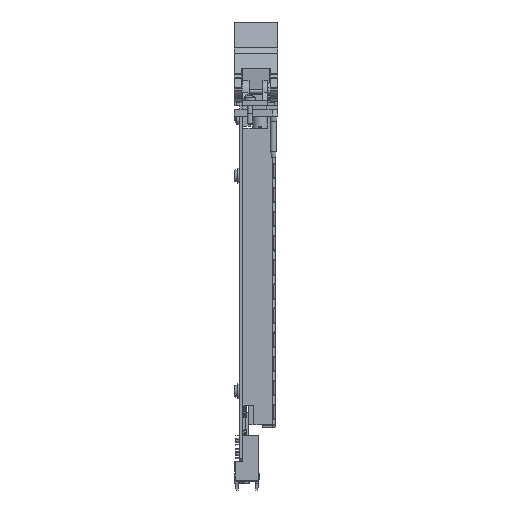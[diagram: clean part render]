
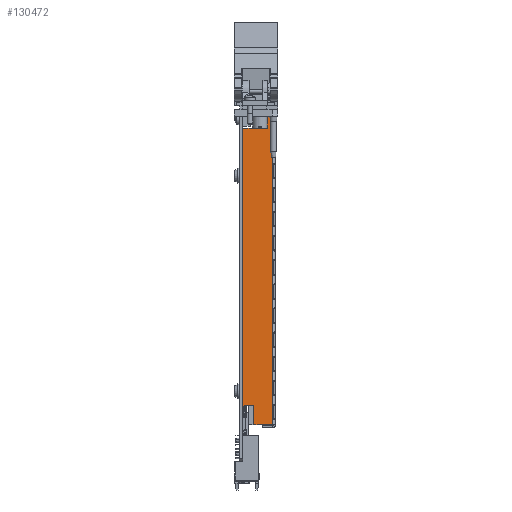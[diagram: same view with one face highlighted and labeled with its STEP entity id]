
A CAD part, front view. The second image highlights one B-rep face of the part: STEP entity #130472.
In plain terms, the highlighted planar face has unit normal (0, -1, 0).
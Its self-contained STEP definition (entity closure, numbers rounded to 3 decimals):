
#9349 = VECTOR ( 'NONE', #123044, 1000. ) ;
#9350 = LINE ( 'NONE', #123016, #9354 ) ;
#9353 = LINE ( 'NONE', #123047, #9349 ) ;
#9354 = VECTOR ( 'NONE', #123012, 1000. ) ;
#9367 = LINE ( 'NONE', #123177, #9372 ) ;
#9368 = LINE ( 'NONE', #123139, #9369 ) ;
#9369 = VECTOR ( 'NONE', #123149, 1000. ) ;
#9370 = LINE ( 'NONE', #123217, #9375 ) ;
#9372 = VECTOR ( 'NONE', #123198, 1000. ) ;
#9373 = LINE ( 'NONE', #123231, #9377 ) ;
#9375 = VECTOR ( 'NONE', #123213, 1000. ) ;
#9377 = VECTOR ( 'NONE', #123229, 1000. ) ;
#15219 = EDGE_CURVE ( 'NONE', #45466, #45461, #80876, .T. ) ;
#15232 = EDGE_CURVE ( 'NONE', #45492, #45461, #80889, .T. ) ;
#19359 = EDGE_CURVE ( 'NONE', #45499, #45501, #9350, .T. ) ;
#19392 = EDGE_CURVE ( 'NONE', #45496, #45499, #9353, .T. ) ;
#19443 = EDGE_CURVE ( 'NONE', #45496, #45469, #9368, .T. ) ;
#19468 = EDGE_CURVE ( 'NONE', #45469, #45466, #9367, .T. ) ;
#19477 = EDGE_CURVE ( 'NONE', #45488, #45492, #9370, .T. ) ;
#19488 = EDGE_CURVE ( 'NONE', #45501, #45488, #9373, .T. ) ;
#40708 = CARTESIAN_POINT ( 'NONE',  ( -27.968, -29.97, -0.96 ) ) ;
#40761 = DIRECTION ( 'NONE',  ( -1., 0., 0. ) ) ;
#40789 = CARTESIAN_POINT ( 'NONE',  ( -30.768, -29.97, -0.96 ) ) ;
#40793 = DIRECTION ( 'NONE',  ( 0., 0., 1. ) ) ;
#45461 = VERTEX_POINT ( 'NONE', #91208 ) ;
#45466 = VERTEX_POINT ( 'NONE', #91240 ) ;
#45469 = VERTEX_POINT ( 'NONE', #91258 ) ;
#45488 = VERTEX_POINT ( 'NONE', #91356 ) ;
#45492 = VERTEX_POINT ( 'NONE', #91371 ) ;
#45496 = VERTEX_POINT ( 'NONE', #91405 ) ;
#45499 = VERTEX_POINT ( 'NONE', #91420 ) ;
#45501 = VERTEX_POINT ( 'NONE', #91424 ) ;
#65078 = AXIS2_PLACEMENT_3D ( 'NONE', #79241, #79242, #79243 ) ;
#79233 = PLANE ( 'NONE',  #65078 ) ;
#79241 = CARTESIAN_POINT ( 'NONE',  ( -27.968, -29.97, -145.96 ) ) ;
#79242 = DIRECTION ( 'NONE',  ( 0., 1., 0. ) ) ;
#79243 = DIRECTION ( 'NONE',  ( 0., 0., -1. ) ) ;
#80876 = LINE ( 'NONE', #40708, #80880 ) ;
#80880 = VECTOR ( 'NONE', #40761, 1000. ) ;
#80889 = LINE ( 'NONE', #40789, #80895 ) ;
#80895 = VECTOR ( 'NONE', #40793, 1000. ) ;
#91208 = CARTESIAN_POINT ( 'NONE',  ( -30.768, -29.97, -0.96 ) ) ;
#91240 = CARTESIAN_POINT ( 'NONE',  ( -28.268, -29.97, -0.96 ) ) ;
#91258 = CARTESIAN_POINT ( 'NONE',  ( -28.268, -29.97, -145.66 ) ) ;
#91356 = CARTESIAN_POINT ( 'NONE',  ( -41.768, -29.97, -9.96 ) ) ;
#91371 = CARTESIAN_POINT ( 'NONE',  ( -30.768, -29.97, -9.96 ) ) ;
#91405 = CARTESIAN_POINT ( 'NONE',  ( -36.768, -29.97, -145.66 ) ) ;
#91420 = CARTESIAN_POINT ( 'NONE',  ( -36.768, -29.97, -136.96 ) ) ;
#91424 = CARTESIAN_POINT ( 'NONE',  ( -41.768, -29.97, -136.96 ) ) ;
#123012 = DIRECTION ( 'NONE',  ( -1., 0., 0. ) ) ;
#123016 = CARTESIAN_POINT ( 'NONE',  ( -41.768, -29.97, -136.96 ) ) ;
#123044 = DIRECTION ( 'NONE',  ( 0., 0., 1. ) ) ;
#123047 = CARTESIAN_POINT ( 'NONE',  ( -36.768, -29.97, -136.96 ) ) ;
#123139 = CARTESIAN_POINT ( 'NONE',  ( -27.968, -29.97, -145.66 ) ) ;
#123149 = DIRECTION ( 'NONE',  ( 1., 0., 0. ) ) ;
#123177 = CARTESIAN_POINT ( 'NONE',  ( -28.268, -29.97, -145.96 ) ) ;
#123198 = DIRECTION ( 'NONE',  ( 0., 0., 1. ) ) ;
#123213 = DIRECTION ( 'NONE',  ( 1., 0., 0. ) ) ;
#123217 = CARTESIAN_POINT ( 'NONE',  ( -30.768, -29.97, -9.96 ) ) ;
#123229 = DIRECTION ( 'NONE',  ( 0., 0., 1. ) ) ;
#123231 = CARTESIAN_POINT ( 'NONE',  ( -41.768, -29.97, -145.96 ) ) ;
#130472 = ADVANCED_FACE ( 'NONE', ( #140305 ), #79233, .F. ) ;
#140305 = FACE_OUTER_BOUND ( 'NONE', #148762, .T. ) ;
#148762 = EDGE_LOOP ( 'NONE', ( #166091, #166093, #166095, #166097, #166100, #166102, #166104, #166106 ) ) ;
#166091 = ORIENTED_EDGE ( 'NONE', *, *, #19443, .T. ) ;
#166093 = ORIENTED_EDGE ( 'NONE', *, *, #19468, .T. ) ;
#166095 = ORIENTED_EDGE ( 'NONE', *, *, #15219, .T. ) ;
#166097 = ORIENTED_EDGE ( 'NONE', *, *, #15232, .F. ) ;
#166100 = ORIENTED_EDGE ( 'NONE', *, *, #19477, .F. ) ;
#166102 = ORIENTED_EDGE ( 'NONE', *, *, #19488, .F. ) ;
#166104 = ORIENTED_EDGE ( 'NONE', *, *, #19359, .F. ) ;
#166106 = ORIENTED_EDGE ( 'NONE', *, *, #19392, .F. ) ;
